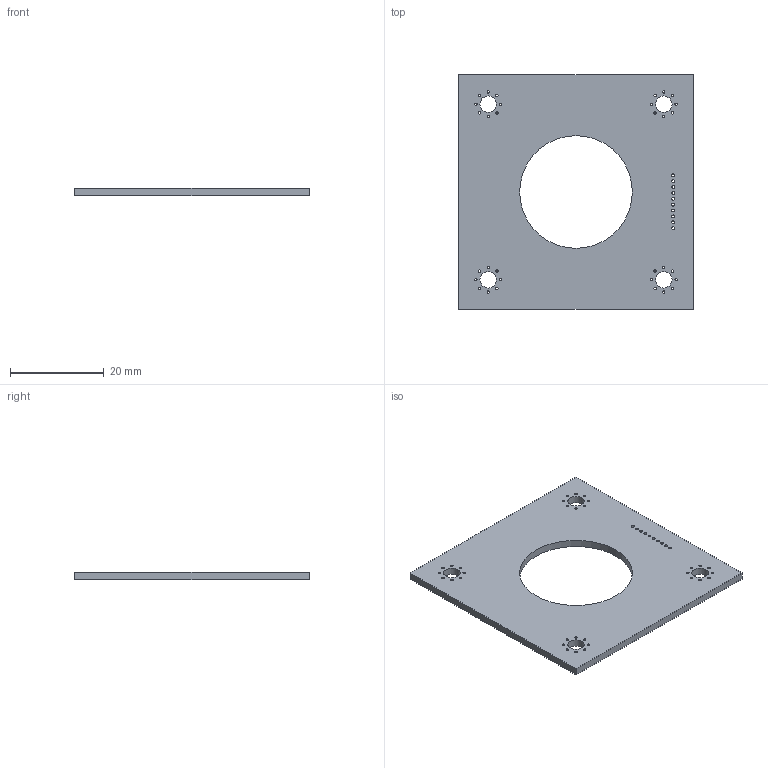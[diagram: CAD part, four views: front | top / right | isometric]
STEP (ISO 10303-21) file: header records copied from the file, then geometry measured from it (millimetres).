
FILE_DESCRIPTION(('KiCad electronic assembly'),'2;1');
FILE_NAME('LED_Ring.step','2022-01-18T09:01:50',('Pcbnew'),('Kicad'), 'Open CASCADE STEP processor 7.5','KiCad to STEP converter','Unknown' );
FILE_SCHEMA(('AUTOMOTIVE_DESIGN { 1 0 10303 214 1 1 1 1 }'));
Length unit declared in the file: millimetre
Products named in the file (2): LED_Ring 1; _autosave-LED_Ring PCB
Assembly tree (1 placements, depth 2):
  LED_Ring 1
    _autosave-LED_Ring PCB
Bounding box: 50 x 50 x 1.6 mm (x, y, z)
Volume: 3200 mm3; surface area: 4621.6 mm2
Topology: 1 solids, 1 shells, 53 faces, 153 edges, 102 vertices
Faces by surface type: cylinder 47, plane 6
Full cylindrical faces by diameter (mm): 0.5 x32, 0.6 x10, 3.5 x4, 24 x1
Entity records: 4025 total; most frequent: DIRECTION 663, CARTESIAN_POINT 616, ORIENTED_EDGE 306, PCURVE 306, DEFINITIONAL_REPRESENTATION 306, LINE 271, VECTOR 271, CIRCLE 188
